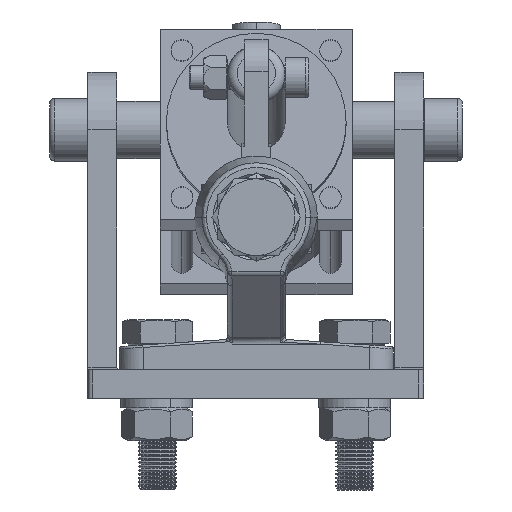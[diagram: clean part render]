
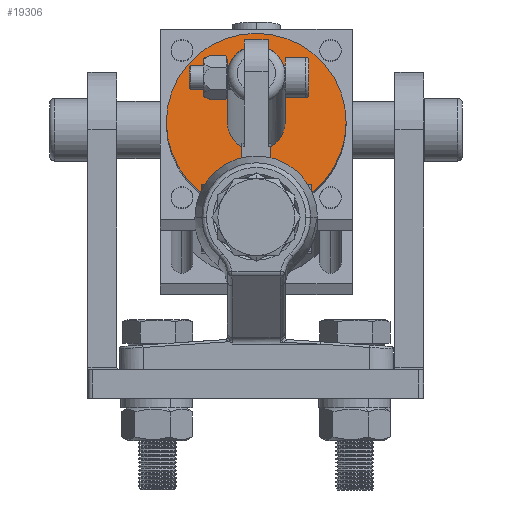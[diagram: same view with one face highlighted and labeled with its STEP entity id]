
A CAD part, left-side view. The second image highlights one B-rep face of the part: STEP entity #19306.
In plain terms, the highlighted face is planar.
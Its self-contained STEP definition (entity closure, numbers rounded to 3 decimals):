
#1422 = FACE_BOUND ( 'NONE', #4216, .T. ) ;
#1428 = FACE_OUTER_BOUND ( 'NONE', #4220, .T. ) ;
#4216 = EDGE_LOOP ( 'NONE', ( #12482, #12359 ) ) ;
#4220 = EDGE_LOOP ( 'NONE', ( #12503, #12476 ) ) ;
#5008 = VERTEX_POINT ( 'NONE', #34811 ) ;
#5030 = VERTEX_POINT ( 'NONE', #34789 ) ;
#5215 = VERTEX_POINT ( 'NONE', #34606 ) ;
#5286 = VERTEX_POINT ( 'NONE', #34551 ) ;
#6907 = CIRCLE ( 'NONE', #8156, 18.75 ) ;
#7346 = CIRCLE ( 'NONE', #8273, 6. ) ;
#8156 = AXIS2_PLACEMENT_3D ( 'NONE', #14709, #14710, #14711 ) ;
#8273 = AXIS2_PLACEMENT_3D ( 'NONE', #17088, #17089, #17090 ) ;
#12359 = ORIENTED_EDGE ( 'NONE', *, *, #27734, .F. ) ;
#12476 = ORIENTED_EDGE ( 'NONE', *, *, #23392, .T. ) ;
#12482 = ORIENTED_EDGE ( 'NONE', *, *, #23390, .F. ) ;
#12503 = ORIENTED_EDGE ( 'NONE', *, *, #27558, .T. ) ;
#14709 = CARTESIAN_POINT ( 'NONE',  ( 0., 0., 0. ) ) ;
#14710 = DIRECTION ( 'NONE',  ( -1., 0., 0. ) ) ;
#14711 = DIRECTION ( 'NONE',  ( 0., 0., 1. ) ) ;
#17088 = CARTESIAN_POINT ( 'NONE',  ( 0., 0., 0. ) ) ;
#17089 = DIRECTION ( 'NONE',  ( -1., 0., 0. ) ) ;
#17090 = DIRECTION ( 'NONE',  ( 0., 0., 1. ) ) ;
#19306 = ADVANCED_FACE ( 'NONE', ( #1422, #1428 ), #42606, .F. ) ;
#23390 = EDGE_CURVE ( 'NONE', #5030, #5215, #36133, .T. ) ;
#23392 = EDGE_CURVE ( 'NONE', #5008, #5286, #36132, .T. ) ;
#27558 = EDGE_CURVE ( 'NONE', #5286, #5008, #6907, .T. ) ;
#27734 = EDGE_CURVE ( 'NONE', #5215, #5030, #7346, .T. ) ;
#34551 = CARTESIAN_POINT ( 'NONE',  ( 0., 0., 18.75 ) ) ;
#34606 = CARTESIAN_POINT ( 'NONE',  ( 0., 0., -6. ) ) ;
#34789 = CARTESIAN_POINT ( 'NONE',  ( 0., 0., 6. ) ) ;
#34811 = CARTESIAN_POINT ( 'NONE',  ( 0., 0., -18.75 ) ) ;
#36132 = CIRCLE ( 'NONE', #44625, 18.75 ) ;
#36133 = CIRCLE ( 'NONE', #44624, 6. ) ;
#40885 = CARTESIAN_POINT ( 'NONE',  ( 0., 0., 0. ) ) ;
#40886 = DIRECTION ( 'NONE',  ( -1., 0., 0. ) ) ;
#40887 = DIRECTION ( 'NONE',  ( 0., 0., 1. ) ) ;
#40888 = CARTESIAN_POINT ( 'NONE',  ( 0., 0., 0. ) ) ;
#40889 = DIRECTION ( 'NONE',  ( -1., 0., 0. ) ) ;
#40890 = DIRECTION ( 'NONE',  ( 0., 0., 1. ) ) ;
#42606 = PLANE ( 'NONE',  #44106 ) ;
#42685 = DIRECTION ( 'NONE',  ( 0., 0., -1. ) ) ;
#42686 = DIRECTION ( 'NONE',  ( 1., 0., 0. ) ) ;
#42691 = CARTESIAN_POINT ( 'NONE',  ( 0., 0., 0. ) ) ;
#44106 = AXIS2_PLACEMENT_3D ( 'NONE', #42691, #42686, #42685 ) ;
#44624 = AXIS2_PLACEMENT_3D ( 'NONE', #40885, #40886, #40887 ) ;
#44625 = AXIS2_PLACEMENT_3D ( 'NONE', #40888, #40889, #40890 ) ;
